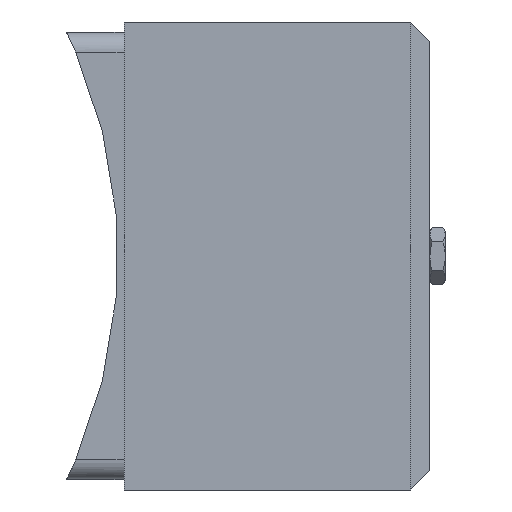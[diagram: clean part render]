
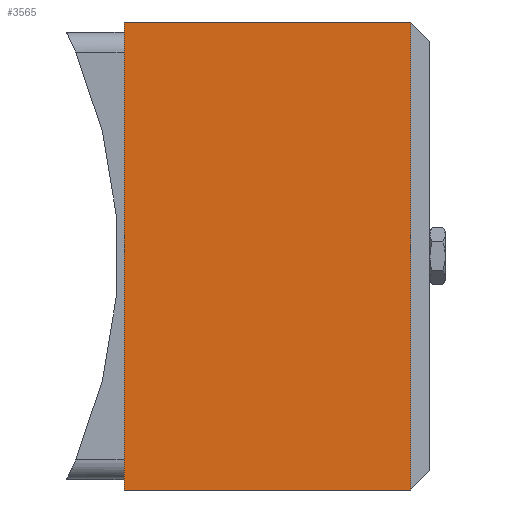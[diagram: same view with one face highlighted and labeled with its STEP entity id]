
A CAD part, left-side view. The second image highlights one B-rep face of the part: STEP entity #3565.
In plain terms, the highlighted planar face has unit normal (-1, 0, 0).
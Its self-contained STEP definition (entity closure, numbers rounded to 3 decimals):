
#49 = CARTESIAN_POINT ( 'NONE',  ( -75.006, 3.048, 37.503 ) ) ;
#134 = CARTESIAN_POINT ( 'NONE',  ( -75.006, 3.048, -37.503 ) ) ;
#233 = VERTEX_POINT ( 'NONE', #4448 ) ;
#528 = VECTOR ( 'NONE', #1017, 1000. ) ;
#557 = CARTESIAN_POINT ( 'NONE',  ( -75.006, 48.997, -37.503 ) ) ;
#608 = CARTESIAN_POINT ( 'NONE',  ( -75.006, 48.997, -37.503 ) ) ;
#658 = DIRECTION ( 'NONE',  ( 0., -1., 0. ) ) ;
#1014 = VERTEX_POINT ( 'NONE', #3376 ) ;
#1017 = DIRECTION ( 'NONE',  ( 0., -1., 0. ) ) ;
#1092 = CARTESIAN_POINT ( 'NONE',  ( -75.006, 48.997, 37.503 ) ) ;
#1216 = LINE ( 'NONE', #1092, #2598 ) ;
#1254 = VERTEX_POINT ( 'NONE', #49 ) ;
#1287 = EDGE_CURVE ( 'NONE', #1014, #1254, #2317, .T. ) ;
#1783 = CARTESIAN_POINT ( 'NONE',  ( -75.006, 48.997, -37.503 ) ) ;
#1871 = DIRECTION ( 'NONE',  ( 0., 0., 1. ) ) ;
#2317 = LINE ( 'NONE', #134, #2717 ) ;
#2324 = DIRECTION ( 'NONE',  ( 0., 0., 1. ) ) ;
#2446 = EDGE_LOOP ( 'NONE', ( #5092, #3046, #2632, #3912 ) ) ;
#2598 = VECTOR ( 'NONE', #658, 1000. ) ;
#2632 = ORIENTED_EDGE ( 'NONE', *, *, #2975, .F. ) ;
#2717 = VECTOR ( 'NONE', #1871, 1000. ) ;
#2758 = VECTOR ( 'NONE', #2324, 1000. ) ;
#2771 = DIRECTION ( 'NONE',  ( 1., 0., 0. ) ) ;
#2975 = EDGE_CURVE ( 'NONE', #233, #1254, #1216, .T. ) ;
#3046 = ORIENTED_EDGE ( 'NONE', *, *, #1287, .T. ) ;
#3376 = CARTESIAN_POINT ( 'NONE',  ( -75.006, 3.048, -37.503 ) ) ;
#3565 = ADVANCED_FACE ( 'NONE', ( #5384 ), #4951, .F. ) ;
#3912 = ORIENTED_EDGE ( 'NONE', *, *, #4403, .F. ) ;
#4403 = EDGE_CURVE ( 'NONE', #5585, #233, #4508, .T. ) ;
#4448 = CARTESIAN_POINT ( 'NONE',  ( -75.006, 48.997, 37.503 ) ) ;
#4508 = LINE ( 'NONE', #1783, #2758 ) ;
#4514 = EDGE_CURVE ( 'NONE', #5585, #1014, #4673, .T. ) ;
#4562 = CARTESIAN_POINT ( 'NONE',  ( -75.006, 48.997, -37.503 ) ) ;
#4673 = LINE ( 'NONE', #608, #528 ) ;
#4951 = PLANE ( 'NONE',  #5152 ) ;
#5092 = ORIENTED_EDGE ( 'NONE', *, *, #4514, .T. ) ;
#5152 = AXIS2_PLACEMENT_3D ( 'NONE', #4562, #2771, #5437 ) ;
#5384 = FACE_OUTER_BOUND ( 'NONE', #2446, .T. ) ;
#5437 = DIRECTION ( 'NONE',  ( 0., 0., -1. ) ) ;
#5585 = VERTEX_POINT ( 'NONE', #557 ) ;
